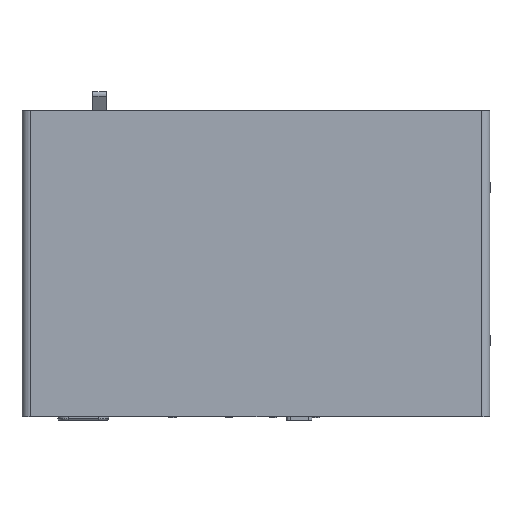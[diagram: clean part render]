
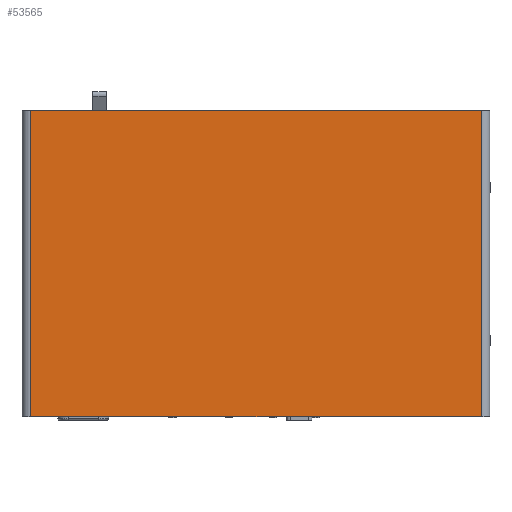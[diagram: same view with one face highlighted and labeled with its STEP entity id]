
A CAD part, front view. The second image highlights one B-rep face of the part: STEP entity #53565.
In plain terms, the highlighted face is planar.
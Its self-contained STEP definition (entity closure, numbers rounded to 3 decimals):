
#1641 = ORIENTED_EDGE ( 'NONE', *, *, #78926, .F. ) ;
#1646 = VECTOR ( 'NONE', #26140, 1000. ) ;
#5572 = CARTESIAN_POINT ( 'NONE',  ( 270., 180., -170. ) ) ;
#7553 = AXIS2_PLACEMENT_3D ( 'NONE', #61419, #80819, #21697 ) ;
#7716 = DIRECTION ( 'NONE',  ( 0., 1., 0. ) ) ;
#8303 = EDGE_LOOP ( 'NONE', ( #9027, #54674, #1641, #71355 ) ) ;
#9027 = ORIENTED_EDGE ( 'NONE', *, *, #18381, .T. ) ;
#10193 = DIRECTION ( 'NONE',  ( 1., 0., 0. ) ) ;
#16396 = CARTESIAN_POINT ( 'NONE',  ( 0., 180., -170. ) ) ;
#18381 = EDGE_CURVE ( 'NONE', #74805, #78545, #76833, .T. ) ;
#19946 = PLANE ( 'NONE',  #7553 ) ;
#20889 = CARTESIAN_POINT ( 'NONE',  ( 0., 0., -170. ) ) ;
#21024 = EDGE_CURVE ( 'NONE', #78545, #47122, #39366, .T. ) ;
#21697 = DIRECTION ( 'NONE',  ( 0., 1., 0. ) ) ;
#26140 = DIRECTION ( 'NONE',  ( 0., -1., 0. ) ) ;
#28235 = CARTESIAN_POINT ( 'NONE',  ( 5., 180., -170. ) ) ;
#33707 = DIRECTION ( 'NONE',  ( 1., 0., 0. ) ) ;
#39366 = LINE ( 'NONE', #74155, #1646 ) ;
#46856 = CARTESIAN_POINT ( 'NONE',  ( 5., 0., -170. ) ) ;
#47122 = VERTEX_POINT ( 'NONE', #86874 ) ;
#53143 = LINE ( 'NONE', #20889, #63544 ) ;
#53565 = ADVANCED_FACE ( 'NONE', ( #55232 ), #19946, .T. ) ;
#54653 = VECTOR ( 'NONE', #10193, 1000. ) ;
#54674 = ORIENTED_EDGE ( 'NONE', *, *, #21024, .T. ) ;
#55232 = FACE_OUTER_BOUND ( 'NONE', #8303, .T. ) ;
#55376 = LINE ( 'NONE', #68154, #74051 ) ;
#61419 = CARTESIAN_POINT ( 'NONE',  ( 0., 180., -170. ) ) ;
#61797 = VERTEX_POINT ( 'NONE', #46856 ) ;
#63544 = VECTOR ( 'NONE', #33707, 1000. ) ;
#68154 = CARTESIAN_POINT ( 'NONE',  ( 5., 180., -170. ) ) ;
#71355 = ORIENTED_EDGE ( 'NONE', *, *, #76906, .T. ) ;
#74051 = VECTOR ( 'NONE', #7716, 1000. ) ;
#74155 = CARTESIAN_POINT ( 'NONE',  ( 270., 180., -170. ) ) ;
#74805 = VERTEX_POINT ( 'NONE', #28235 ) ;
#76833 = LINE ( 'NONE', #16396, #54653 ) ;
#76906 = EDGE_CURVE ( 'NONE', #61797, #74805, #55376, .T. ) ;
#78545 = VERTEX_POINT ( 'NONE', #5572 ) ;
#78926 = EDGE_CURVE ( 'NONE', #61797, #47122, #53143, .T. ) ;
#80819 = DIRECTION ( 'NONE',  ( 0., 0., -1. ) ) ;
#86874 = CARTESIAN_POINT ( 'NONE',  ( 270., 0., -170. ) ) ;
